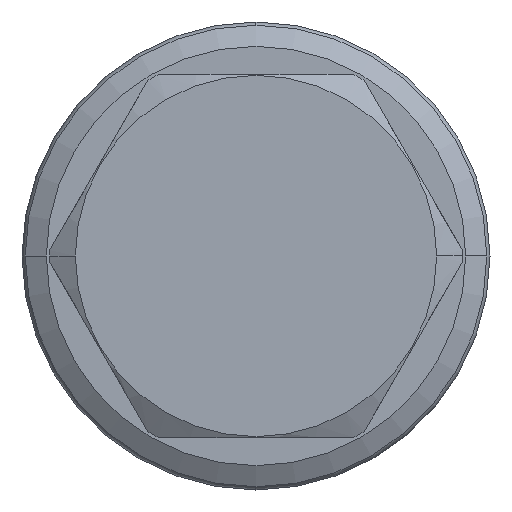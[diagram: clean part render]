
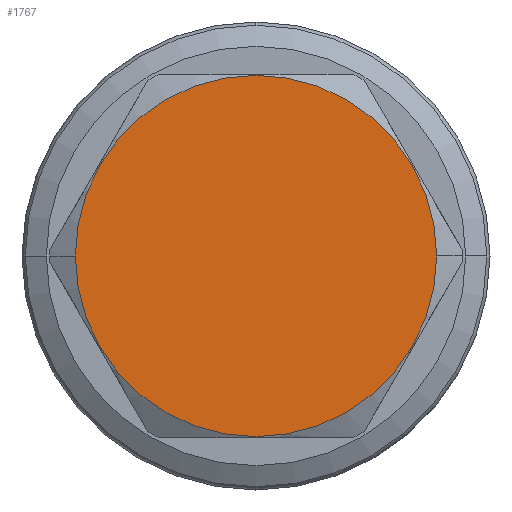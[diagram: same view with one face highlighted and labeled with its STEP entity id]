
A CAD part, left-side view. The second image highlights one B-rep face of the part: STEP entity #1767.
In plain terms, the highlighted planar face has unit normal (-1, 0, 0).
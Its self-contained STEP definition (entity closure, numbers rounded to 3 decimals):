
#61 = EDGE_CURVE ( 'NONE', #1214, #890, #4449, .T. ) ;
#333 = EDGE_CURVE ( 'NONE', #890, #1214, #3117, .T. ) ;
#406 = AXIS2_PLACEMENT_3D ( 'NONE', #7272, #7270, #7180 ) ;
#618 = AXIS2_PLACEMENT_3D ( 'NONE', #6223, #6222, #6221 ) ;
#890 = VERTEX_POINT ( 'NONE', #6564 ) ;
#1214 = VERTEX_POINT ( 'NONE', #6402 ) ;
#1767 = ADVANCED_FACE ( 'NONE', ( #5139 ), #2449, .F. ) ;
#2449 = PLANE ( 'NONE',  #2711 ) ;
#2450 = CARTESIAN_POINT ( 'NONE',  ( 0., 23.787, 0. ) ) ;
#2451 = DIRECTION ( 'NONE',  ( 0., 1., 0. ) ) ;
#2452 = DIRECTION ( 'NONE',  ( 1., 0., 0. ) ) ;
#2711 = AXIS2_PLACEMENT_3D ( 'NONE', #2450, #2452, #2451 ) ;
#3117 = CIRCLE ( 'NONE', #406, 20.5 ) ;
#4449 = CIRCLE ( 'NONE', #618, 20.5 ) ;
#4923 = EDGE_LOOP ( 'NONE', ( #8019, #8052 ) ) ;
#5139 = FACE_OUTER_BOUND ( 'NONE', #4923, .T. ) ;
#6221 = DIRECTION ( 'NONE',  ( 0., -1., 0. ) ) ;
#6222 = DIRECTION ( 'NONE',  ( -1., 0., 0. ) ) ;
#6223 = CARTESIAN_POINT ( 'NONE',  ( 0., 0., 0. ) ) ;
#6402 = CARTESIAN_POINT ( 'NONE',  ( 0., -20.5, 0. ) ) ;
#6564 = CARTESIAN_POINT ( 'NONE',  ( 0., 20.5, 0. ) ) ;
#7180 = DIRECTION ( 'NONE',  ( 0., -1., 0. ) ) ;
#7270 = DIRECTION ( 'NONE',  ( -1., 0., 0. ) ) ;
#7272 = CARTESIAN_POINT ( 'NONE',  ( 0., 0., 0. ) ) ;
#8019 = ORIENTED_EDGE ( 'NONE', *, *, #333, .T. ) ;
#8052 = ORIENTED_EDGE ( 'NONE', *, *, #61, .T. ) ;
